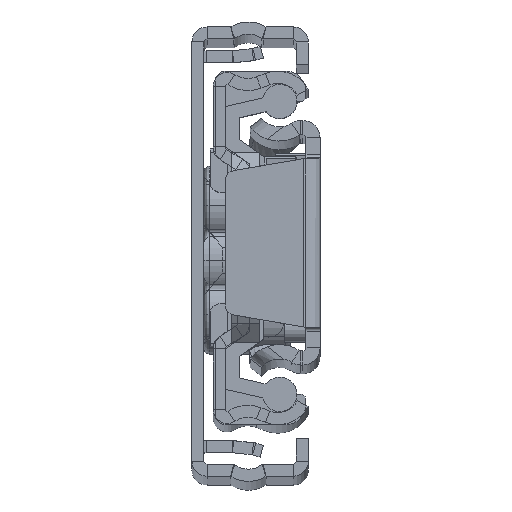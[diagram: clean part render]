
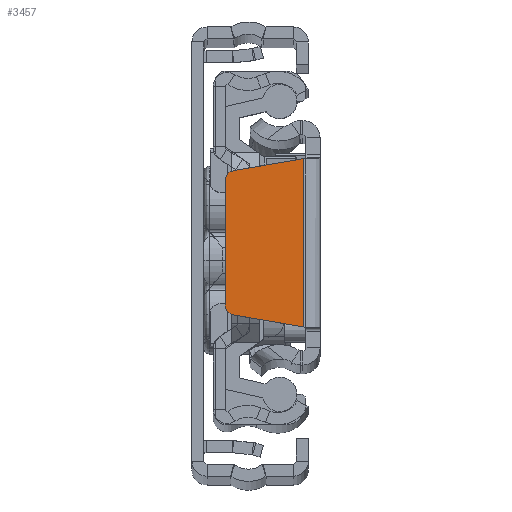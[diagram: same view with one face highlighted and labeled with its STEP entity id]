
A CAD part, top view. The second image highlights one B-rep face of the part: STEP entity #3457.
In plain terms, the highlighted planar face has unit normal (0, 0, 1).
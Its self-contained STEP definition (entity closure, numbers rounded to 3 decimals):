
#474 = CARTESIAN_POINT ( 'NONE',  ( -8.568, -7.142, 0. ) ) ;
#657 = DIRECTION ( 'NONE',  ( 0., 0., -1. ) ) ;
#1615 = DIRECTION ( 'NONE',  ( 0., 0., -1. ) ) ;
#2045 = DIRECTION ( 'NONE',  ( -1., 0., 0. ) ) ;
#2046 = DIRECTION ( 'NONE',  ( 0., -1., 0. ) ) ;
#2236 = VERTEX_POINT ( 'NONE', #2861 ) ;
#2263 = ORIENTED_EDGE ( 'NONE', *, *, #4675, .F. ) ;
#2485 = CARTESIAN_POINT ( 'NONE',  ( -8.4, 6.156, 0. ) ) ;
#2492 = VECTOR ( 'NONE', #8805, 1000. ) ;
#2596 = VERTEX_POINT ( 'NONE', #17074 ) ;
#2861 = CARTESIAN_POINT ( 'NONE',  ( -9.4, -6.156, 0. ) ) ;
#3457 = ADVANCED_FACE ( 'NONE', ( #13347 ), #5365, .F. ) ;
#3471 = LINE ( 'NONE', #474, #13453 ) ;
#3868 = DIRECTION ( 'NONE',  ( -1., 0., 0. ) ) ;
#4154 = ORIENTED_EDGE ( 'NONE', *, *, #9234, .F. ) ;
#4675 = EDGE_CURVE ( 'NONE', #7712, #2596, #3471, .T. ) ;
#4953 = AXIS2_PLACEMENT_3D ( 'NONE', #12622, #657, #3868 ) ;
#5365 = PLANE ( 'NONE',  #14095 ) ;
#6891 = CIRCLE ( 'NONE', #7604, 1. ) ;
#7604 = AXIS2_PLACEMENT_3D ( 'NONE', #2485, #12665, #20897 ) ;
#7712 = VERTEX_POINT ( 'NONE', #15987 ) ;
#7832 = ORIENTED_EDGE ( 'NONE', *, *, #16921, .F. ) ;
#7848 = ORIENTED_EDGE ( 'NONE', *, *, #12124, .F. ) ;
#8651 = CARTESIAN_POINT ( 'NONE',  ( -9.4, 6.156, 0. ) ) ;
#8805 = DIRECTION ( 'NONE',  ( 0.986, 0.168, 0. ) ) ;
#9234 = EDGE_CURVE ( 'NONE', #15836, #7712, #20480, .T. ) ;
#9459 = VERTEX_POINT ( 'NONE', #16186 ) ;
#10282 = ORIENTED_EDGE ( 'NONE', *, *, #10327, .F. ) ;
#10327 = EDGE_CURVE ( 'NONE', #13341, #15836, #11920, .T. ) ;
#11920 = LINE ( 'NONE', #18614, #2492 ) ;
#12022 = EDGE_CURVE ( 'NONE', #2236, #9459, #15270, .T. ) ;
#12124 = EDGE_CURVE ( 'NONE', #2596, #2236, #16598, .T. ) ;
#12136 = CARTESIAN_POINT ( 'NONE',  ( -1.6, -8.333, 0. ) ) ;
#12550 = DIRECTION ( 'NONE',  ( -0.986, 0.168, 0. ) ) ;
#12622 = CARTESIAN_POINT ( 'NONE',  ( -8.4, -6.156, 0. ) ) ;
#12665 = DIRECTION ( 'NONE',  ( 0., 0., -1. ) ) ;
#13341 = VERTEX_POINT ( 'NONE', #16132 ) ;
#13347 = FACE_OUTER_BOUND ( 'NONE', #14559, .T. ) ;
#13453 = VECTOR ( 'NONE', #12550, 1000. ) ;
#14095 = AXIS2_PLACEMENT_3D ( 'NONE', #18720, #1615, #2045 ) ;
#14493 = VECTOR ( 'NONE', #15377, 1000. ) ;
#14559 = EDGE_LOOP ( 'NONE', ( #4154, #10282, #7832, #19926, #7848, #2263 ) ) ;
#14815 = VECTOR ( 'NONE', #2046, 1000. ) ;
#15270 = LINE ( 'NONE', #8651, #14493 ) ;
#15377 = DIRECTION ( 'NONE',  ( 0., 1., 0. ) ) ;
#15836 = VERTEX_POINT ( 'NONE', #21658 ) ;
#15987 = CARTESIAN_POINT ( 'NONE',  ( -1.6, -8.333, 0. ) ) ;
#16132 = CARTESIAN_POINT ( 'NONE',  ( -8.568, 7.142, 0. ) ) ;
#16186 = CARTESIAN_POINT ( 'NONE',  ( -9.4, 6.156, 0. ) ) ;
#16598 = CIRCLE ( 'NONE', #4953, 1. ) ;
#16921 = EDGE_CURVE ( 'NONE', #9459, #13341, #6891, .T. ) ;
#17074 = CARTESIAN_POINT ( 'NONE',  ( -8.568, -7.142, 0. ) ) ;
#18614 = CARTESIAN_POINT ( 'NONE',  ( -1.5, 8.35, 0. ) ) ;
#18720 = CARTESIAN_POINT ( 'NONE',  ( -8.4, 6.156, 0. ) ) ;
#19926 = ORIENTED_EDGE ( 'NONE', *, *, #12022, .F. ) ;
#20480 = LINE ( 'NONE', #12136, #14815 ) ;
#20897 = DIRECTION ( 'NONE',  ( -1., 0., 0. ) ) ;
#21658 = CARTESIAN_POINT ( 'NONE',  ( -1.6, 8.333, 0. ) ) ;
